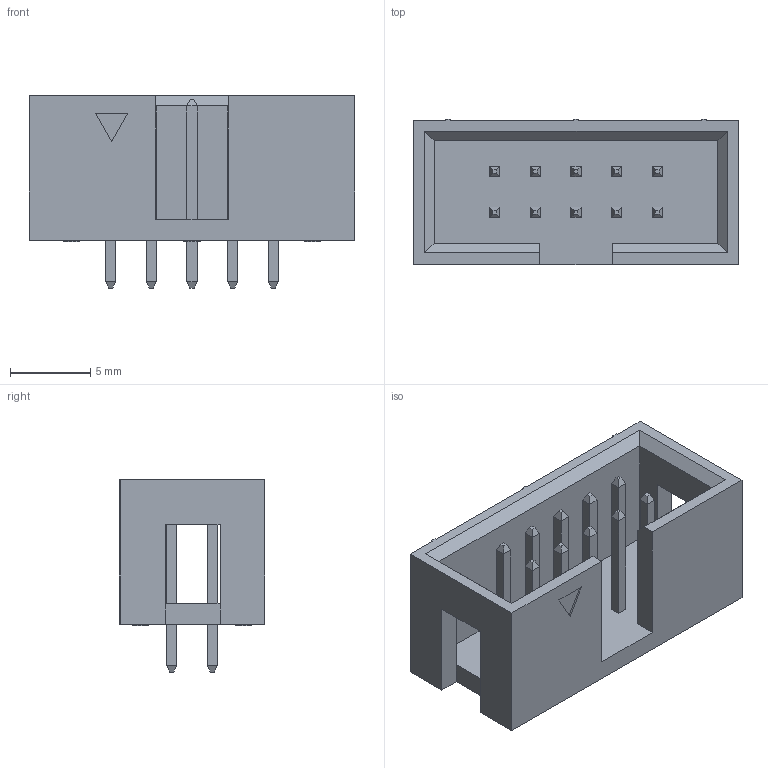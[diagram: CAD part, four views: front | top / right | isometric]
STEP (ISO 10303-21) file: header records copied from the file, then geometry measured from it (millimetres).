
FILE_DESCRIPTION(('FreeCAD Model'),'2;1');
FILE_NAME('User Library-BH_10_V.step', '2017-03-25T21:31:18',('Author'),(''), 'Open CASCADE STEP processor 6.8','FreeCAD','Unknown');
FILE_SCHEMA(('AUTOMOTIVE_DESIGN_CC2 { 1 2 10303 214 -1 1 5 4 }'));
Length unit declared in the file: millimetre
Products named in the file (2): ASSEMBLY; User_Library-BH_10_V
Assembly tree (1 placements, depth 2):
  ASSEMBLY
    User_Library-BH_10_V
Bounding box: 20.32 x 9.1 x 12 mm (x, y, z)
Volume: 705.4 mm3; surface area: 1431.8 mm2
Topology: 1 solids, 1 shells, 241 faces, 560 edges, 344 vertices
Faces by surface type: plane 229, cylinder 12
Entity records: 16712 total; most frequent: CARTESIAN_POINT 3491, DIRECTION 2130, LINE 1584, VECTOR 1584, ORIENTED_EDGE 1120, PCURVE 1120, DEFINITIONAL_REPRESENTATION 1120, EDGE_CURVE 560
